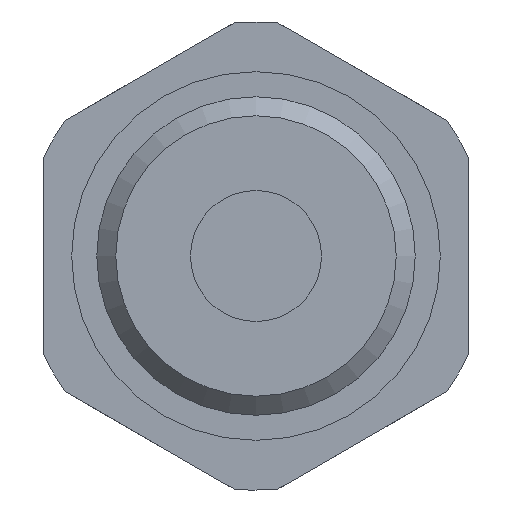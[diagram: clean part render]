
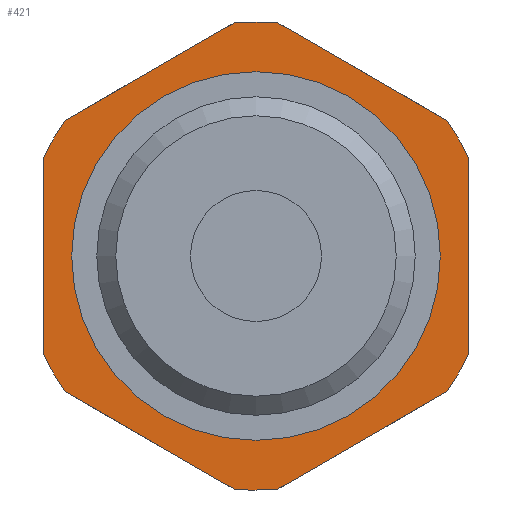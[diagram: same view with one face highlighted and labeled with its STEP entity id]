
A CAD part, left-side view. The second image highlights one B-rep face of the part: STEP entity #421.
In plain terms, the highlighted planar face has unit normal (-1, 0, 0).
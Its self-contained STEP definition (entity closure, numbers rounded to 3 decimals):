
#35=PLANE('',#483);
#55=LINE('',#718,#73);
#56=LINE('',#722,#74);
#57=LINE('',#723,#75);
#58=LINE('',#724,#76);
#59=LINE('',#725,#77);
#60=LINE('',#726,#78);
#73=VECTOR('',#587,1000.);
#74=VECTOR('',#590,1000.);
#75=VECTOR('',#591,1000.);
#76=VECTOR('',#592,1000.);
#77=VECTOR('',#593,1000.);
#78=VECTOR('',#594,1000.);
#117=ORIENTED_EDGE('',*,*,#214,.T.);
#118=ORIENTED_EDGE('',*,*,#215,.F.);
#119=ORIENTED_EDGE('',*,*,#216,.T.);
#120=ORIENTED_EDGE('',*,*,#189,.F.);
#121=ORIENTED_EDGE('',*,*,#217,.T.);
#122=ORIENTED_EDGE('',*,*,#193,.F.);
#123=ORIENTED_EDGE('',*,*,#218,.T.);
#124=ORIENTED_EDGE('',*,*,#197,.F.);
#125=ORIENTED_EDGE('',*,*,#219,.T.);
#126=ORIENTED_EDGE('',*,*,#203,.F.);
#127=ORIENTED_EDGE('',*,*,#220,.T.);
#128=ORIENTED_EDGE('',*,*,#185,.F.);
#129=ORIENTED_EDGE('',*,*,#213,.T.);
#185=EDGE_CURVE('',#237,#238,#277,.T.);
#189=EDGE_CURVE('',#241,#242,#279,.T.);
#193=EDGE_CURVE('',#245,#246,#281,.T.);
#197=EDGE_CURVE('',#249,#250,#283,.T.);
#203=EDGE_CURVE('',#255,#256,#286,.T.);
#213=EDGE_CURVE('',#265,#265,#295,.T.);
#214=EDGE_CURVE('',#237,#266,#55,.T.);
#215=EDGE_CURVE('',#267,#266,#296,.T.);
#216=EDGE_CURVE('',#267,#242,#56,.T.);
#217=EDGE_CURVE('',#241,#246,#57,.T.);
#218=EDGE_CURVE('',#245,#250,#58,.T.);
#219=EDGE_CURVE('',#249,#256,#59,.T.);
#220=EDGE_CURVE('',#255,#238,#60,.T.);
#237=VERTEX_POINT('',#648);
#238=VERTEX_POINT('',#649);
#241=VERTEX_POINT('',#657);
#242=VERTEX_POINT('',#658);
#245=VERTEX_POINT('',#666);
#246=VERTEX_POINT('',#667);
#249=VERTEX_POINT('',#675);
#250=VERTEX_POINT('',#676);
#255=VERTEX_POINT('',#687);
#256=VERTEX_POINT('',#689);
#265=VERTEX_POINT('',#716);
#266=VERTEX_POINT('',#719);
#267=VERTEX_POINT('',#721);
#277=CIRCLE('',#452,7.15);
#279=CIRCLE('',#455,7.15);
#281=CIRCLE('',#458,7.15);
#283=CIRCLE('',#461,7.15);
#286=CIRCLE('',#465,7.15);
#295=CIRCLE('',#482,5.629);
#296=CIRCLE('',#484,7.15);
#326=EDGE_LOOP('',(#117,#118,#119,#120,#121,#122,#123,#124,#125,#126,#127,
#128));
#327=EDGE_LOOP('',(#129));
#372=FACE_BOUND('',#326,.T.);
#373=FACE_BOUND('',#327,.T.);
#421=ADVANCED_FACE('',(#372,#373),#35,.F.);
#452=AXIS2_PLACEMENT_3D('',#647,#513,#514);
#455=AXIS2_PLACEMENT_3D('',#656,#521,#522);
#458=AXIS2_PLACEMENT_3D('',#665,#529,#530);
#461=AXIS2_PLACEMENT_3D('',#674,#537,#538);
#465=AXIS2_PLACEMENT_3D('',#688,#548,#549);
#482=AXIS2_PLACEMENT_3D('',#715,#583,#584);
#483=AXIS2_PLACEMENT_3D('',#717,#585,#586);
#484=AXIS2_PLACEMENT_3D('',#720,#588,#589);
#513=DIRECTION('',(1.,0.,0.));
#514=DIRECTION('',(0.,0.,-1.));
#521=DIRECTION('',(1.,0.,0.));
#522=DIRECTION('',(0.,0.,-1.));
#529=DIRECTION('',(1.,0.,0.));
#530=DIRECTION('',(0.,0.,-1.));
#537=DIRECTION('',(1.,0.,0.));
#538=DIRECTION('',(0.,0.,-1.));
#548=DIRECTION('',(1.,0.,0.));
#549=DIRECTION('',(0.,0.,-1.));
#583=DIRECTION('',(1.,0.,0.));
#584=DIRECTION('',(0.,0.,-1.));
#585=DIRECTION('',(1.,0.,0.));
#586=DIRECTION('',(0.,0.,-1.));
#587=DIRECTION('',(0.,0.,-1.));
#588=DIRECTION('',(1.,0.,0.));
#589=DIRECTION('',(0.,0.,-1.));
#590=DIRECTION('',(0.,-0.866,-0.5));
#591=DIRECTION('',(0.,-0.866,0.5));
#592=DIRECTION('',(0.,0.,1.));
#593=DIRECTION('',(0.,0.866,0.5));
#594=DIRECTION('',(0.,0.866,-0.5));
#647=CARTESIAN_POINT('',(6.89,0.,0.));
#648=CARTESIAN_POINT('',(6.89,6.5,2.979));
#649=CARTESIAN_POINT('',(6.89,5.83,4.14));
#656=CARTESIAN_POINT('',(6.89,0.,0.));
#657=CARTESIAN_POINT('',(6.89,-0.67,-7.119));
#658=CARTESIAN_POINT('',(6.89,0.67,-7.119));
#665=CARTESIAN_POINT('',(6.89,0.,0.));
#666=CARTESIAN_POINT('',(6.89,-6.5,-2.979));
#667=CARTESIAN_POINT('',(6.89,-5.83,-4.14));
#674=CARTESIAN_POINT('',(6.89,0.,0.));
#675=CARTESIAN_POINT('',(6.89,-5.83,4.14));
#676=CARTESIAN_POINT('',(6.89,-6.5,2.979));
#687=CARTESIAN_POINT('',(6.89,0.67,7.119));
#688=CARTESIAN_POINT('',(6.89,0.,0.));
#689=CARTESIAN_POINT('',(6.89,-0.67,7.119));
#715=CARTESIAN_POINT('',(6.89,0.,0.));
#716=CARTESIAN_POINT('',(6.89,0.,-5.629));
#717=CARTESIAN_POINT('',(6.89,5.629,0.));
#718=CARTESIAN_POINT('',(6.89,6.5,0.));
#719=CARTESIAN_POINT('',(6.89,6.5,-2.979));
#720=CARTESIAN_POINT('',(6.89,0.,0.));
#721=CARTESIAN_POINT('',(6.89,5.83,-4.14));
#722=CARTESIAN_POINT('',(6.89,7.472,-3.192));
#723=CARTESIAN_POINT('',(6.89,0.972,-8.067));
#724=CARTESIAN_POINT('',(6.89,-6.5,0.));
#725=CARTESIAN_POINT('',(6.89,0.972,8.067));
#726=CARTESIAN_POINT('',(6.89,7.472,3.192));
